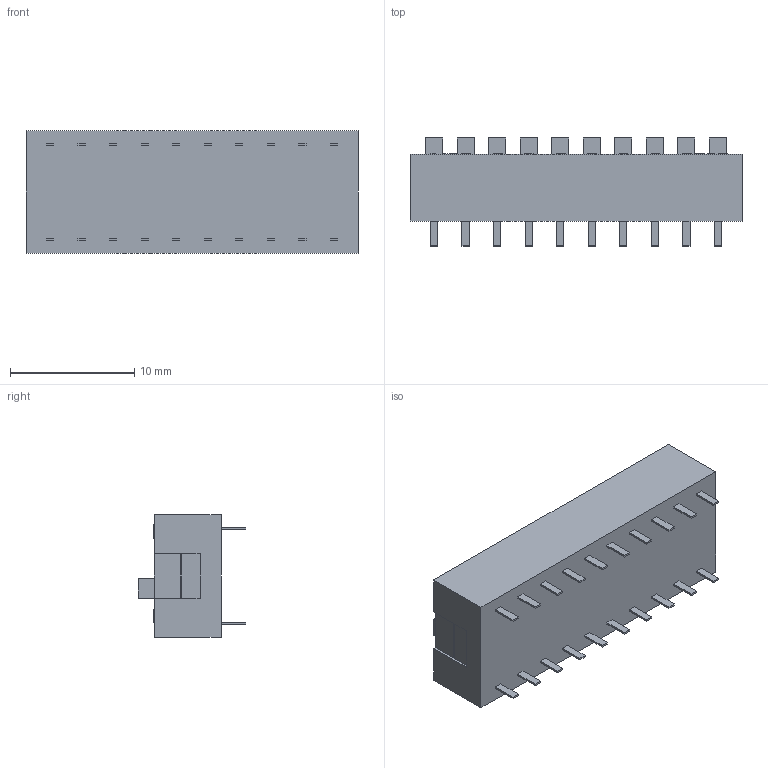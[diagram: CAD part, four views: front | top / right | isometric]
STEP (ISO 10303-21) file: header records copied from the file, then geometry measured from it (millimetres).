
FILE_DESCRIPTION(/* description */ (''),/* implementation_level */ '2;1');
FILE_NAME(/* name */ 'DIP Blue 10-way.step',/* time_stamp */ '2019-03-09T20:26:44+11:00',/* author */ ('austfox'),/* organization */ (''),/* preprocessor_version */ 'ST-DEVELOPER v17.2',/* originating_system */ 'Autodesk Translation Framework v7.6.0.251',/* authorisation */ '');
FILE_SCHEMA (('AUTOMOTIVE_DESIGN { 1 0 10303 214 3 1 1 }'));
Length unit declared in the file: millimetre
Products named in the file (1): DIP Blue 10-way
Bounding box: 26.76 x 8.7 x 9.9 mm (x, y, z)
Volume: 1452.1 mm3; surface area: 1671.8 mm2
Topology: 58 solids, 58 shells, 663 faces, 1581 edges, 1054 vertices
Faces by surface type: plane 423, bspline 230, cylinder 10
Full cylindrical faces by diameter (mm): 0.65 x10
Entity records: 21115 total; most frequent: CARTESIAN_POINT 7209, ORIENTED_EDGE 3162, DIRECTION 2009, EDGE_CURVE 1581, LINE 1101, VECTOR 1101, VERTEX_POINT 1054, EDGE_LOOP 701
